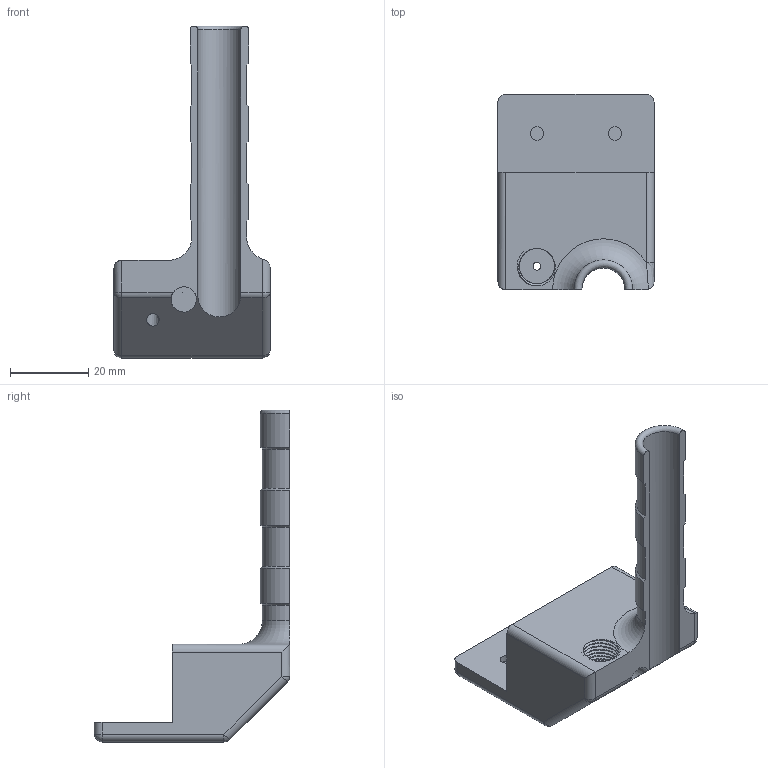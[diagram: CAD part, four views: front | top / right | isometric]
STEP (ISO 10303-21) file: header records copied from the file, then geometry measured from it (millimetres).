
FILE_DESCRIPTION(/* description */ (''),/* implementation_level */ '2;1');
FILE_NAME(/* name */ 'Cable Bowden Guide.step',/* time_stamp */ '2021-03-15T17:41:48-05:00',/* author */ (''),/* organization */ (''),/* preprocessor_version */ 'ST-DEVELOPER v18.1',/* originating_system */ 'Autodesk Translation Framework v9.7.1.1290',/* authorisation */ '');
FILE_SCHEMA (('AUTOMOTIVE_DESIGN { 1 0 10303 214 3 1 1 }'));
Length unit declared in the file: millimetre
Products named in the file (1): Cable Bowden Guide
Bounding box: 40 x 50 x 85 mm (x, y, z)
Volume: 28712 mm3; surface area: 10580.9 mm2
Topology: 1 solids, 1 shells, 80 faces, 195 edges, 123 vertices
Faces by surface type: cylinder 46, plane 17, sphere 6, cone 6, bspline 3, torus 2
Full cylindrical faces by diameter (mm): 2 x1, 3.5 x3, 6.5 x3, 9.036 x6, 10.147 x6
Entity records: 4479 total; most frequent: CARTESIAN_POINT 2607, ORIENTED_EDGE 390, DIRECTION 369, EDGE_CURVE 195, AXIS2_PLACEMENT_3D 142, VERTEX_POINT 123, EDGE_LOOP 88, LINE 85
